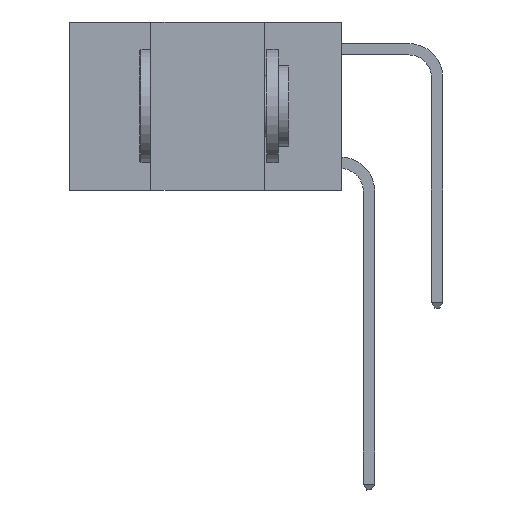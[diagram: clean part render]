
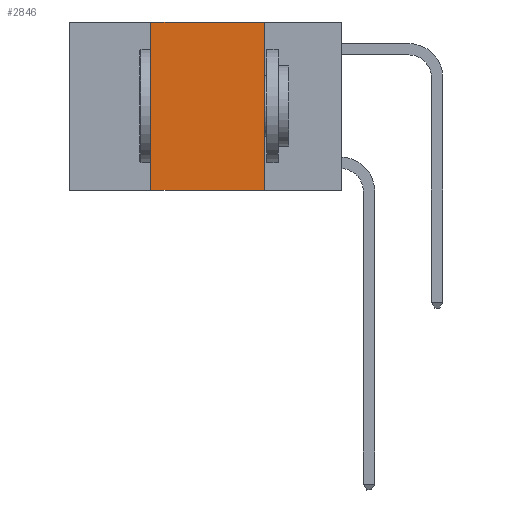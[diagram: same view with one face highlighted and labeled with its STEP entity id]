
A CAD part, left-side view. The second image highlights one B-rep face of the part: STEP entity #2846.
In plain terms, the highlighted planar face has unit normal (-1, 0, 0).
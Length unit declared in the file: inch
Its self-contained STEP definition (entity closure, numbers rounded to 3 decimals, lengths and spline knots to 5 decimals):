
#999 = CARTESIAN_POINT ( 'NONE',  ( 0., 0.6, 0. ) ) ;
#1311 = CARTESIAN_POINT ( 'NONE',  ( 0., 0.42, 0. ) ) ;
#2846 = ADVANCED_FACE ( 'NONE', ( #6323 ), #7603, .F. ) ;
#3074 = EDGE_CURVE ( 'NONE', #8183, #9621, #16598, .T. ) ;
#4080 = EDGE_CURVE ( 'NONE', #10237, #9621, #4104, .T. ) ;
#4104 = LINE ( 'NONE', #17681, #13220 ) ;
#4125 = CARTESIAN_POINT ( 'NONE',  ( 0., 0.6, -0.37 ) ) ;
#4299 = VECTOR ( 'NONE', #12306, 39.37008 ) ;
#4864 = DIRECTION ( 'NONE',  ( 0., 0., -1. ) ) ;
#5037 = DIRECTION ( 'NONE',  ( 1., 0., 0. ) ) ;
#5109 = ORIENTED_EDGE ( 'NONE', *, *, #11822, .F. ) ;
#6323 = FACE_OUTER_BOUND ( 'NONE', #7961, .T. ) ;
#6651 = CARTESIAN_POINT ( 'NONE',  ( 0., 0.17, -0.37 ) ) ;
#7603 = PLANE ( 'NONE',  #16766 ) ;
#7961 = EDGE_LOOP ( 'NONE', ( #11243, #5109, #15152, #15301 ) ) ;
#8183 = VERTEX_POINT ( 'NONE', #15467 ) ;
#8853 = CARTESIAN_POINT ( 'NONE',  ( 0., 0.17, 0. ) ) ;
#9352 = CARTESIAN_POINT ( 'NONE',  ( 0., 0.6, 0. ) ) ;
#9517 = EDGE_CURVE ( 'NONE', #8183, #13050, #13059, .T. ) ;
#9621 = VERTEX_POINT ( 'NONE', #6651 ) ;
#10237 = VERTEX_POINT ( 'NONE', #8853 ) ;
#10989 = LINE ( 'NONE', #9352, #12900 ) ;
#11243 = ORIENTED_EDGE ( 'NONE', *, *, #4080, .F. ) ;
#11822 = EDGE_CURVE ( 'NONE', #13050, #10237, #10989, .T. ) ;
#12306 = DIRECTION ( 'NONE',  ( 0., -1., 0. ) ) ;
#12868 = CARTESIAN_POINT ( 'NONE',  ( 0., 0.42, 0. ) ) ;
#12900 = VECTOR ( 'NONE', #13802, 39.37008 ) ;
#13050 = VERTEX_POINT ( 'NONE', #1311 ) ;
#13059 = LINE ( 'NONE', #12868, #13442 ) ;
#13220 = VECTOR ( 'NONE', #15185, 39.37008 ) ;
#13442 = VECTOR ( 'NONE', #14435, 39.37008 ) ;
#13802 = DIRECTION ( 'NONE',  ( 0., -1., 0. ) ) ;
#14435 = DIRECTION ( 'NONE',  ( 0., 0., 1. ) ) ;
#15152 = ORIENTED_EDGE ( 'NONE', *, *, #9517, .F. ) ;
#15185 = DIRECTION ( 'NONE',  ( 0., 0., -1. ) ) ;
#15301 = ORIENTED_EDGE ( 'NONE', *, *, #3074, .T. ) ;
#15467 = CARTESIAN_POINT ( 'NONE',  ( 0., 0.42, -0.37 ) ) ;
#16598 = LINE ( 'NONE', #4125, #4299 ) ;
#16766 = AXIS2_PLACEMENT_3D ( 'NONE', #999, #5037, #4864 ) ;
#17681 = CARTESIAN_POINT ( 'NONE',  ( 0., 0.17, 0. ) ) ;
